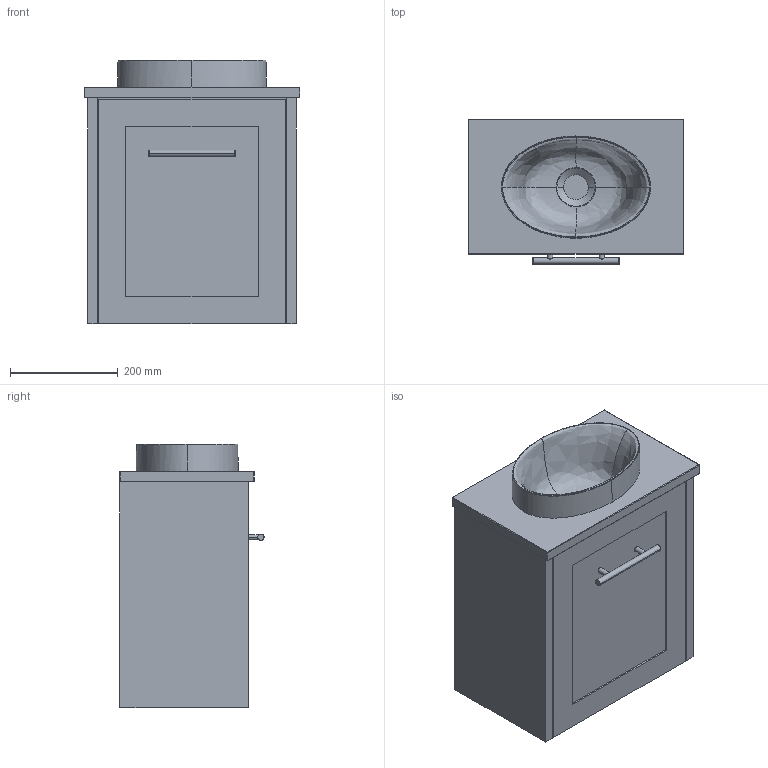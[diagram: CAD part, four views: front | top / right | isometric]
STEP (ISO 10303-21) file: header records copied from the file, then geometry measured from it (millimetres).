
FILE_DESCRIPTION(/* description */ (''),/* implementation_level */ '2;1');
FILE_NAME(/* name */ 'Kado Lux Mini (Wall Hung) 400C (20MM)',/* time_stamp */ '2025-07-09T15:02:34+10:00',/* author */ (''),/* organization */ (''),/* preprocessor_version */ 'ST-DEVELOPER v16.5',/* originating_system */ '',/* authorisation */ '');
FILE_SCHEMA (('AUTOMOTIVE_DESIGN'));
Length unit declared in the file: millimetre
Products named in the file (10): Document; Kado Lux Mini (Wall Hung) 400C (20MM); Kado Lux Mini Wall Hung ALL74; Kado Lux Mini WH 400 Carcass71; Cross Bar Handle 9623456789101112131415161718192021222324252627282930
313233343536373839404142434445464748495051525354555657585960616263; Kado Lux Mini WH 400 Carcass65; Kado Lux Mini Benchtop ALL (20MM)73; Kado Lux Mini Benchtop 400C (20MM)72; Joy6768; Kado Lux Mini Benchtop 400C (20MM)70
Assembly tree (9 placements, depth 5):
  Document
    Kado Lux Mini (Wall Hung) 400C (20MM)
      Kado Lux Mini Wall Hung ALL74
        Kado Lux Mini WH 400 Carcass71
          Cross Bar Handle 9623456789101112131415161718192021222324252627282930
313233343536373839404142434445464748495051525354555657585960616263
          Kado Lux Mini WH 400 Carcass65
      Kado Lux Mini Benchtop ALL (20MM)73
        Kado Lux Mini Benchtop 400C (20MM)72
          Joy6768
          Kado Lux Mini Benchtop 400C (20MM)70
Bounding box: 400 x 268 x 489.98 mm (x, y, z)
Volume: 11901166.2 mm3; surface area: 1663402.7 mm2
Topology: 9 solids, 9 shells, 137 faces, 296 edges, 174 vertices
Faces by surface type: bspline 62, plane 57, cylinder 18
Entity records: 32598 total; most frequent: CARTESIAN_POINT 30295, ORIENTED_EDGE 584, EDGE_CURVE 292, B_SPLINE_CURVE_WITH_KNOTS 238, VERTEX_POINT 174, EDGE_LOOP 142, ADVANCED_FACE 137, FACE_OUTER_BOUND 137
